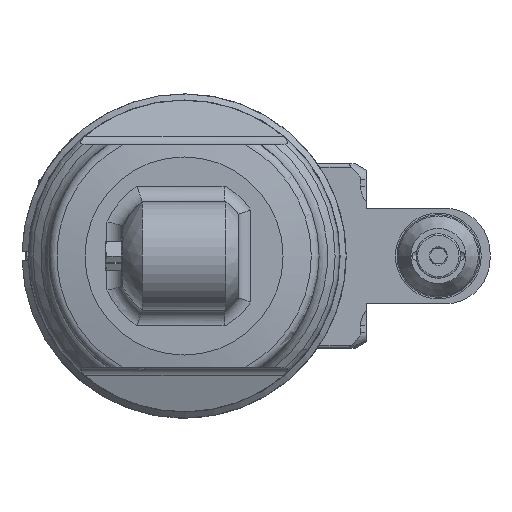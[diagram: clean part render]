
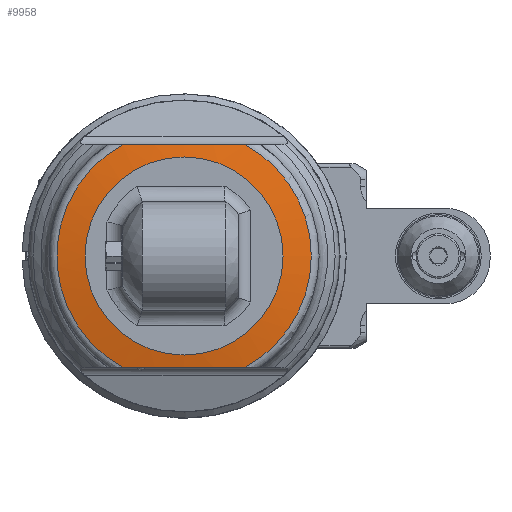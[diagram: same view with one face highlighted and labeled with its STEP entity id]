
A CAD part, front view. The second image highlights one B-rep face of the part: STEP entity #9958.
In plain terms, the highlighted conical face has half-angle 80 degrees and reference radius 35.589 mm.
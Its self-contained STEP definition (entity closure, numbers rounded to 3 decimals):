
#253=(
BOUNDED_CURVE()
B_SPLINE_CURVE(2,(#58244,#58245,#58246,#58247),.UNSPECIFIED.,.F.,.F.)
B_SPLINE_CURVE_WITH_KNOTS((3,1,3),(-59.198,-42.202,
-33.35),.UNSPECIFIED.)
CURVE()
GEOMETRIC_REPRESENTATION_ITEM()
RATIONAL_B_SPLINE_CURVE((6.572,7.192,6.895,
6.572))
REPRESENTATION_ITEM('')
);
#255=(
BOUNDED_CURVE()
B_SPLINE_CURVE(2,(#58347,#58348,#58349),.UNSPECIFIED.,.F.,.F.)
B_SPLINE_CURVE_WITH_KNOTS((3,3),(-12.621,-5.715),
 .UNSPECIFIED.)
CURVE()
GEOMETRIC_REPRESENTATION_ITEM()
RATIONAL_B_SPLINE_CURVE((1.766,2.02,1.766))
REPRESENTATION_ITEM('')
);
#673=CONICAL_SURFACE('',#10891,35.589,1.396);
#1068=FACE_OUTER_BOUND('',#1698,.T.);
#1698=EDGE_LOOP('',(#8405,#8406,#8407,#8408,#8409,#8410,#8411,#8412));
#2232=CIRCLE('',#10889,40.021);
#2233=CIRCLE('',#10890,40.021);
#2234=CIRCLE('',#10892,40.021);
#2235=CIRCLE('',#10893,31.157);
#3005=LINE('',#58369,#3738);
#3738=VECTOR('',#13053,35.589);
#4638=VERTEX_POINT('',#58230);
#4639=VERTEX_POINT('',#58243);
#4661=VERTEX_POINT('',#58333);
#4662=VERTEX_POINT('',#58346);
#4663=VERTEX_POINT('',#58363);
#4664=VERTEX_POINT('',#58368);
#5941=EDGE_CURVE('',#4638,#4639,#253,.T.);
#5969=EDGE_CURVE('',#4661,#4662,#255,.T.);
#5971=EDGE_CURVE('',#4662,#4663,#2232,.T.);
#5972=EDGE_CURVE('',#4663,#4638,#2233,.T.);
#5973=EDGE_CURVE('',#4639,#4661,#2234,.T.);
#5974=EDGE_CURVE('',#4663,#4664,#3005,.T.);
#5975=EDGE_CURVE('',#4664,#4664,#2235,.T.);
#8405=ORIENTED_EDGE('',*,*,#5973,.F.);
#8406=ORIENTED_EDGE('',*,*,#5941,.F.);
#8407=ORIENTED_EDGE('',*,*,#5972,.F.);
#8408=ORIENTED_EDGE('',*,*,#5974,.T.);
#8409=ORIENTED_EDGE('',*,*,#5975,.F.);
#8410=ORIENTED_EDGE('',*,*,#5974,.F.);
#8411=ORIENTED_EDGE('',*,*,#5971,.F.);
#8412=ORIENTED_EDGE('',*,*,#5969,.F.);
#9958=ADVANCED_FACE('',(#1068),#673,.T.);
#10889=AXIS2_PLACEMENT_3D('',#58364,#13045,#13046);
#10890=AXIS2_PLACEMENT_3D('',#58365,#13047,#13048);
#10891=AXIS2_PLACEMENT_3D('',#58366,#13049,#13050);
#10892=AXIS2_PLACEMENT_3D('',#58367,#13051,#13052);
#10893=AXIS2_PLACEMENT_3D('',#58370,#13054,#13055);
#13045=DIRECTION('center_axis',(-1.,0.,0.));
#13046=DIRECTION('ref_axis',(0.,1.,0.));
#13047=DIRECTION('center_axis',(-1.,0.,0.));
#13048=DIRECTION('ref_axis',(0.,1.,0.));
#13049=DIRECTION('center_axis',(-1.,0.,0.));
#13050=DIRECTION('ref_axis',(0.,-1.,0.));
#13051=DIRECTION('center_axis',(-1.,0.,0.));
#13052=DIRECTION('ref_axis',(0.,-0.485,-0.875));
#13053=DIRECTION('',(0.174,-0.985,0.));
#13054=DIRECTION('center_axis',(1.,0.,0.));
#13055=DIRECTION('ref_axis',(0.,-1.,0.));
#58230=CARTESIAN_POINT('',(79.437,19.408,-35.));
#58243=CARTESIAN_POINT('',(79.437,-19.408,-35.));
#58244=CARTESIAN_POINT('Ctrl Pts',(79.437,19.408,-35.));
#58245=CARTESIAN_POINT('Ctrl Pts',(80.577,6.074,-35.));
#58246=CARTESIAN_POINT('Ctrl Pts',(80.057,-12.164,-35.));
#58247=CARTESIAN_POINT('Ctrl Pts',(79.437,-19.408,-35.));
#58333=CARTESIAN_POINT('',(79.437,-19.408,35.));
#58346=CARTESIAN_POINT('',(79.437,19.408,35.));
#58347=CARTESIAN_POINT('Ctrl Pts',(79.437,-19.408,35.));
#58348=CARTESIAN_POINT('Ctrl Pts',(81.097,0.,
35.));
#58349=CARTESIAN_POINT('Ctrl Pts',(79.437,19.408,35.));
#58363=CARTESIAN_POINT('',(79.437,40.021,0.));
#58364=CARTESIAN_POINT('Origin',(79.437,0.,0.));
#58365=CARTESIAN_POINT('Origin',(79.437,0.,0.));
#58366=CARTESIAN_POINT('Origin',(80.219,0.,0.));
#58367=CARTESIAN_POINT('Origin',(79.437,0.,0.));
#58368=CARTESIAN_POINT('',(81.,31.157,0.));
#58369=CARTESIAN_POINT('',(80.219,35.589,0.));
#58370=CARTESIAN_POINT('Origin',(81.,0.,0.));
